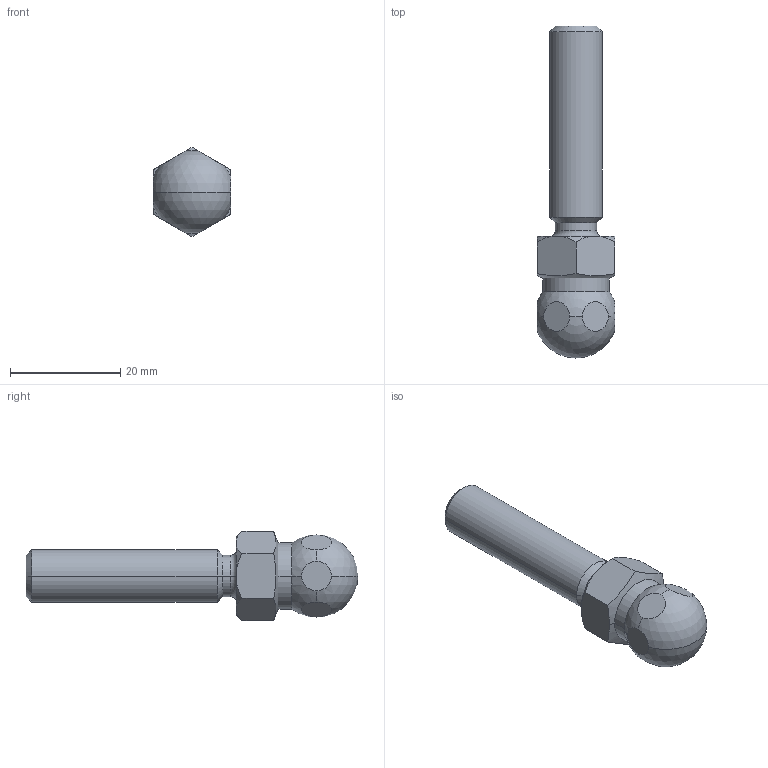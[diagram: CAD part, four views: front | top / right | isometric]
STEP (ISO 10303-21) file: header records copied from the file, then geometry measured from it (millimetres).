
FILE_DESCRIPTION (( 'STEP AP203' ), '1' );
FILE_NAME ('151075.step', '2021-06-03T16:14:59', ( '' ), ( '' ), 'SwSTEP 2.0', 'SolidWorks 2021', '' );
FILE_SCHEMA (( 'CONFIG_CONTROL_DESIGN' ));
Length unit declared in the file: inch
Products named in the file (1): 151075
Bounding box: 14 x 60.1 x 16.17 mm (x, y, z)
Volume: 5697.1 mm3; surface area: 2343.2 mm2
Topology: 1 solids, 1 shells, 38 faces, 99 edges, 60 vertices
Faces by surface type: plane 14, cone 12, cylinder 6, sphere 4, torus 2
Entity records: 1473 total; most frequent: CARTESIAN_POINT 494, DIRECTION 200, ORIENTED_EDGE 186, EDGE_CURVE 93, AXIS2_PLACEMENT_3D 88, VERTEX_POINT 58, CIRCLE 49, EDGE_LOOP 39
